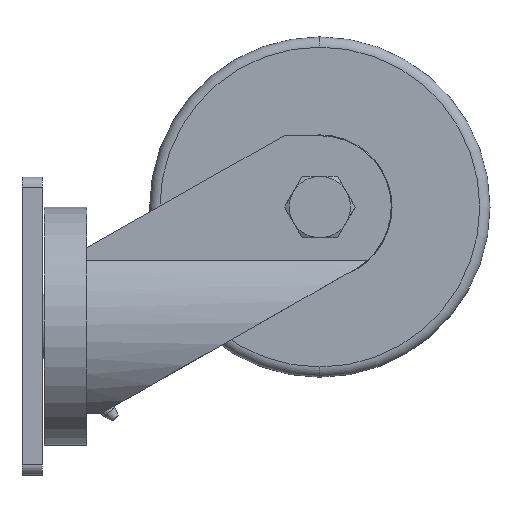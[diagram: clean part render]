
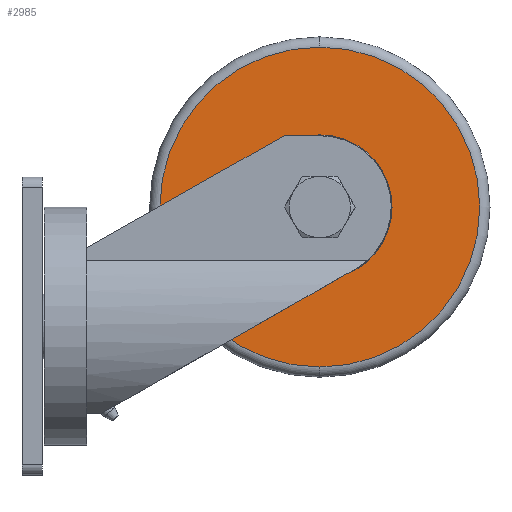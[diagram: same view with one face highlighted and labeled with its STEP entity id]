
A CAD part, left-side view. The second image highlights one B-rep face of the part: STEP entity #2985.
In plain terms, the highlighted planar face has unit normal (-1, 0, 0).
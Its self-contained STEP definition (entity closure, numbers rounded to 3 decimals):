
#26 = CARTESIAN_POINT ( 'NONE',  ( -32.5, 0., 0. ) ) ;
#345 = ORIENTED_EDGE ( 'NONE', *, *, #4870, .T. ) ;
#662 = VERTEX_POINT ( 'NONE', #3111 ) ;
#882 = EDGE_CURVE ( 'NONE', #662, #5079, #2232, .T. ) ;
#1060 = DIRECTION ( 'NONE',  ( -1., 0., 0. ) ) ;
#1071 = EDGE_LOOP ( 'NONE', ( #345, #4310 ) ) ;
#1119 = VERTEX_POINT ( 'NONE', #2214 ) ;
#1214 = ORIENTED_EDGE ( 'NONE', *, *, #882, .F. ) ;
#1286 = CARTESIAN_POINT ( 'NONE',  ( -32.5, 0., 94. ) ) ;
#1541 = DIRECTION ( 'NONE',  ( 0., 0., -1. ) ) ;
#1595 = CARTESIAN_POINT ( 'NONE',  ( -32.5, 0., 0. ) ) ;
#1609 = DIRECTION ( 'NONE',  ( 0., 0., -1. ) ) ;
#1921 = AXIS2_PLACEMENT_3D ( 'NONE', #4029, #4924, #1541 ) ;
#2010 = CARTESIAN_POINT ( 'NONE',  ( -32.5, 0., 0. ) ) ;
#2214 = CARTESIAN_POINT ( 'NONE',  ( -32.5, 0., -94. ) ) ;
#2232 = CIRCLE ( 'NONE', #3095, 42.45 ) ;
#2403 = CIRCLE ( 'NONE', #5068, 42.45 ) ;
#2426 = AXIS2_PLACEMENT_3D ( 'NONE', #26, #3883, #4293 ) ;
#2533 = FACE_BOUND ( 'NONE', #3157, .T. ) ;
#2660 = CARTESIAN_POINT ( 'NONE',  ( -32.5, 0., 0. ) ) ;
#2704 = VERTEX_POINT ( 'NONE', #1286 ) ;
#2985 = ADVANCED_FACE ( 'NONE', ( #2533, #5225 ), #5187, .F. ) ;
#3080 = DIRECTION ( 'NONE',  ( 0., 0., -1. ) ) ;
#3095 = AXIS2_PLACEMENT_3D ( 'NONE', #1595, #3308, #4543 ) ;
#3111 = CARTESIAN_POINT ( 'NONE',  ( -32.5, 0., -42.45 ) ) ;
#3128 = EDGE_CURVE ( 'NONE', #2704, #1119, #5349, .T. ) ;
#3157 = EDGE_LOOP ( 'NONE', ( #1214, #3964 ) ) ;
#3308 = DIRECTION ( 'NONE',  ( -1., 0., 0. ) ) ;
#3461 = EDGE_CURVE ( 'NONE', #5079, #662, #2403, .T. ) ;
#3558 = CIRCLE ( 'NONE', #1921, 94. ) ;
#3709 = DIRECTION ( 'NONE',  ( -1., 0., 0. ) ) ;
#3883 = DIRECTION ( 'NONE',  ( 1., 0., 0. ) ) ;
#3964 = ORIENTED_EDGE ( 'NONE', *, *, #3461, .F. ) ;
#4029 = CARTESIAN_POINT ( 'NONE',  ( -32.5, 0., 0. ) ) ;
#4293 = DIRECTION ( 'NONE',  ( 0., 0., -1. ) ) ;
#4310 = ORIENTED_EDGE ( 'NONE', *, *, #3128, .T. ) ;
#4429 = AXIS2_PLACEMENT_3D ( 'NONE', #2660, #1060, #3080 ) ;
#4543 = DIRECTION ( 'NONE',  ( 0., 0., -1. ) ) ;
#4870 = EDGE_CURVE ( 'NONE', #1119, #2704, #3558, .T. ) ;
#4924 = DIRECTION ( 'NONE',  ( -1., 0., 0. ) ) ;
#5068 = AXIS2_PLACEMENT_3D ( 'NONE', #2010, #3709, #1609 ) ;
#5079 = VERTEX_POINT ( 'NONE', #5454 ) ;
#5187 = PLANE ( 'NONE',  #2426 ) ;
#5225 = FACE_OUTER_BOUND ( 'NONE', #1071, .T. ) ;
#5349 = CIRCLE ( 'NONE', #4429, 94. ) ;
#5454 = CARTESIAN_POINT ( 'NONE',  ( -32.5, 0., 42.45 ) ) ;
